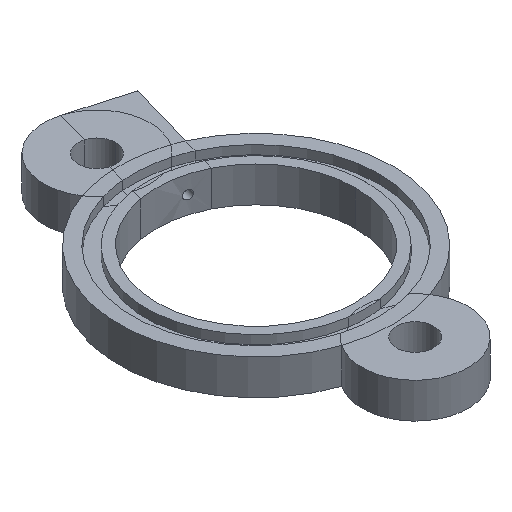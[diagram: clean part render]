
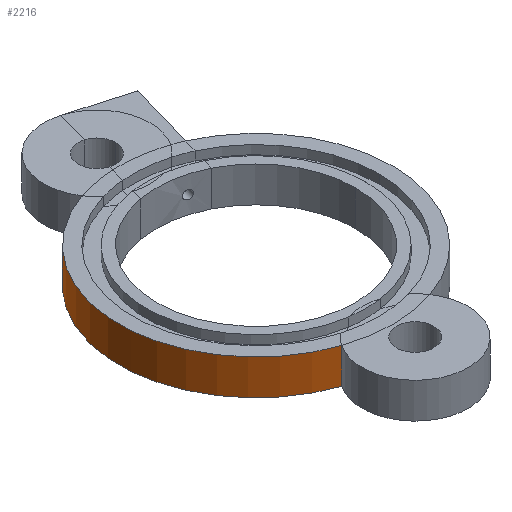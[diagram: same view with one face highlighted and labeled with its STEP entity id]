
A CAD part, isometric view. The second image highlights one B-rep face of the part: STEP entity #2216.
In plain terms, the highlighted cylindrical face has radius 31 mm (diameter 62 mm), a partial arc.
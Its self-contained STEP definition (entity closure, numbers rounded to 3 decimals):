
#1815 = VERTEX_POINT('',#1816);
#1816 = CARTESIAN_POINT('',(-9.987,-29.347,8.));
#1823 = EDGE_CURVE('',#1824,#1815,#1826,.T.);
#1824 = VERTEX_POINT('',#1825);
#1825 = CARTESIAN_POINT('',(-9.987,-29.347,0.));
#1826 = LINE('',#1827,#1828);
#1827 = CARTESIAN_POINT('',(-9.987,-29.347,0.));
#1828 = VECTOR('',#1829,1.);
#1829 = DIRECTION('',(0.,0.,1.));
#2197 = VERTEX_POINT('',#2198);
#2198 = CARTESIAN_POINT('',(-9.987,29.347,0.));
#2205 = EDGE_CURVE('',#2197,#1824,#2206,.T.);
#2206 = CIRCLE('',#2207,31.);
#2207 = AXIS2_PLACEMENT_3D('',#2208,#2209,#2210);
#2208 = CARTESIAN_POINT('',(0.,0.,0.));
#2209 = DIRECTION('',(0.,0.,1.));
#2210 = DIRECTION('',(1.,0.,0.));
#2216 = ADVANCED_FACE('',(#2217),#2236,.T.);
#2217 = FACE_BOUND('',#2218,.F.);
#2218 = EDGE_LOOP('',(#2219,#2227,#2234,#2235));
#2219 = ORIENTED_EDGE('',*,*,#2220,.T.);
#2220 = EDGE_CURVE('',#2197,#2221,#2223,.T.);
#2221 = VERTEX_POINT('',#2222);
#2222 = CARTESIAN_POINT('',(-9.987,29.347,8.));
#2223 = LINE('',#2224,#2225);
#2224 = CARTESIAN_POINT('',(-9.987,29.347,0.));
#2225 = VECTOR('',#2226,1.);
#2226 = DIRECTION('',(0.,0.,1.));
#2227 = ORIENTED_EDGE('',*,*,#2228,.T.);
#2228 = EDGE_CURVE('',#2221,#1815,#2229,.T.);
#2229 = CIRCLE('',#2230,31.);
#2230 = AXIS2_PLACEMENT_3D('',#2231,#2232,#2233);
#2231 = CARTESIAN_POINT('',(0.,0.,8.));
#2232 = DIRECTION('',(0.,0.,1.));
#2233 = DIRECTION('',(1.,0.,0.));
#2234 = ORIENTED_EDGE('',*,*,#1823,.F.);
#2235 = ORIENTED_EDGE('',*,*,#2205,.F.);
#2236 = CYLINDRICAL_SURFACE('',#2237,31.);
#2237 = AXIS2_PLACEMENT_3D('',#2238,#2239,#2240);
#2238 = CARTESIAN_POINT('',(0.,0.,0.));
#2239 = DIRECTION('',(-0.,-0.,-1.));
#2240 = DIRECTION('',(1.,0.,0.));
